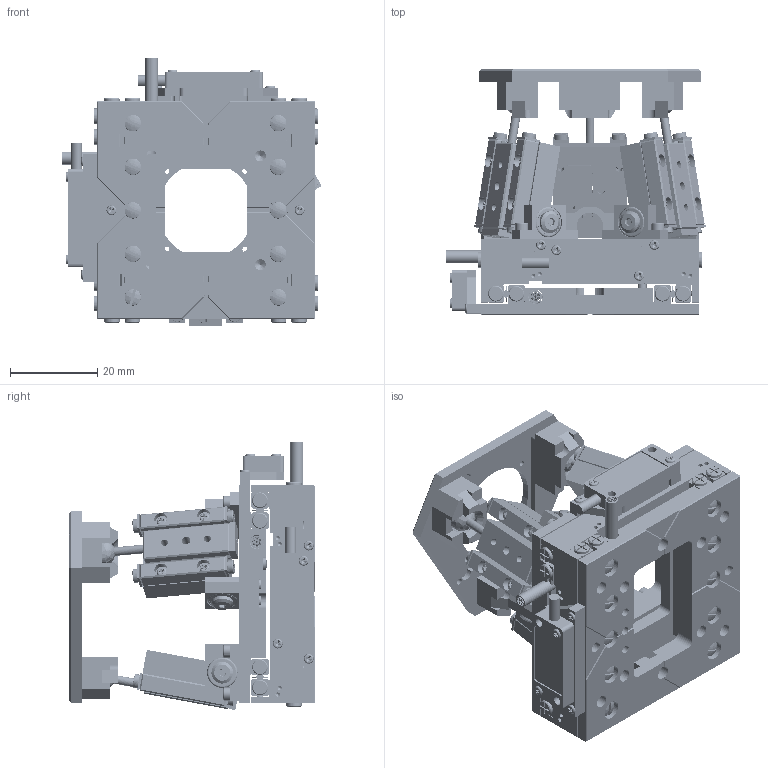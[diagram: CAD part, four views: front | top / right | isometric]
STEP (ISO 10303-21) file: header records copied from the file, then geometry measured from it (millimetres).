
FILE_DESCRIPTION (( 'STEP AP214' ), '1' );
FILE_NAME ('X-BOT-50-1150X.STEP', '2023-06-22T16:29:24', ( '' ), ( '' ), 'SwSTEP 2.0', 'SolidWorks 2023', '' );
FILE_SCHEMA (( 'AUTOMOTIVE_DESIGN' ));
Length unit declared in the file: millimetre
Products named in the file (43): PP-18-C0011; SCREW, MS-SCH, M-DIN_M1.6 x 0.35 x 04mm; 430702 PPX-50, NJ Encoder Bracket; 431732 Bracket, Radial Ball Bearing, Bottom Mount, X-BOT-50; PPX-50-C0001-DEMO_DEMO; DEMO 431731 Lid, Ball Joint, 1''4in Ball; IKO Bearing, Center Way, no end plate_SVW 1020 IKO; 430700 PPX-50, Center Plate; SCREW, MS-PPH, M-JCIS_M1.6 x 0.35 x 4mm; 430415 PPS 20, Back Cover, W20_MOD for Hexabot-50; 431734 Bracket, Radial Ball Bearing, Front Mount, X-BOT-50_top screw; 130093-101 Bearing, Roller, 3x7x3mm; 430701 PPX-50, Carriage_Hexabot MOD; SCREW, SHCS-S, M-DIN_M1.6 x 0.35 x 04mm; Set Screw, Cup-H, E-ASME_E1-72 x 1''16; Cooner Black Cable_L20; _SV1050- 13Z Body; 430697 Encoder Head Enclosure, NJ 8x13; SCREW, MS-PPH, M-JCIS_M1.6 x 0.35 x 6mm; SCREW, MS-SCH, M-DIN_M2 x 0.4 x 04mm; 431401 VT-50L, Piezo, Cable Clamp, Motor Cover; DEMO Ball Joint Subassembly, Hexabot-50_no ball; 431729 Carriage, PPX-50, X-BOT-50 Mounting_Rev E; 431728 Carriage, X-BOT-50_oversize; SV1050-13Z_Centered; 431735 Shaft, 0-80 to M2 Thread, X-BOT-50_M2 to 0-80; 430438 PPS 28, Back Cover, NJ8x13; 431737 Base, PP-18, L20 for Hexabot_20; Dowel Pin, M-DIN_M01.5 x 005; 2.5mm Dia Cable_10mm; SV1050-13Z_Movable to Limits; 90323A602_18-8 Stainless Steel Low-Profile Precision Shoulder Screw_90323A602; X-BOT-50-1150X; 130387-101 Ball, 1''4in Diameter, 0-80 thread; NB Slide Way SVW 1000 Rail_SVW 1020 IKO; SCREW, MS-PPH, M-JCIS_M1.6 x 0.35 x 5mm; Dowel Pin, M-DIN_M02 x 005; temp cable clamp; 431733 Bracket, Radial Ball Bearing, Side Mount, X-BOT-50_top screw extend; DEMO 431730 Base, Ball Joint, 1''4in Ball ...
Assembly tree (164 placements, depth 4):
  X-BOT-50-1150X
    PPX-50-C0001-DEMO_DEMO
      430700 PPX-50, Center Plate
      SV1050-13Z_Centered
        _SV1050- 13Z Roller
        _SV1050- 13Z Body  x2
      SV1050-13Z_Movable to Limits
        _SV1050- 13Z Roller
        _SV1050- 13Z Body  x2
      SV1050-13Z_Movable to Limits
        _SV1050- 13Z Roller
        _SV1050- 13Z Body  x2
      SV1050-13Z_Centered
        _SV1050- 13Z Roller
        _SV1050- 13Z Body  x2
      SCREW, MS-PPH, M-JCIS_M1.6 x 0.35 x 4mm  x20
      430697 Encoder Head Enclosure, NJ 8x13  x2
      430702 PPX-50, NJ Encoder Bracket  x2
      430438 PPS 28, Back Cover, NJ8x13  x2
      Dowel Pin, M-DIN_M01.5 x 005  x2
      SCREW, MS-PPH, M-JCIS_M1.6 x 0.35 x 5mm  x8
      430701 PPX-50, Carriage_Hexabot MOD
      SCREW, MS-SCH, M-DIN_M2 x 0.4 x 04mm  x20
      Set Screw, Cup-H, E-ASME_E1-72 x 1''16  x10
      Dowel Pin, M-DIN_M02 x 005
      2.5mm Dia Cable_10mm  x2
      Cooner Black Cable_L20  x2
      431401 VT-50L, Piezo, Cable Clamp, Motor Cover
      SCREW, MS-SCH, M-DIN_M1.6 x 0.35 x 04mm
      431729 Carriage, PPX-50, X-BOT-50 Mounting_Rev E
    431732 Bracket, Radial Ball Bearing, Bottom Mount, X-BOT-50  x2
    431733 Bracket, Radial Ball Bearing, Side Mount, X-BOT-50_top screw extend  x2
    431734 Bracket, Radial Ball Bearing, Front Mount, X-BOT-50_top screw  x2
    PP-18-C0011  x3
      431737 Base, PP-18, L20 for Hexabot_20
      IKO Bearing, Center Way, no end plate_SVW 1020 IKO
      NB Slide Way SVW 1000 Rail_SVW 1020 IKO
      SCREW, MS-PPH, M-JCIS_M1.6 x 0.35 x 5mm
      430415 PPS 20, Back Cover, W20_MOD for Hexabot-50
    431735 Shaft, 0-80 to M2 Thread, X-BOT-50_M2 to 0-80  x3
    130387-101 Ball, 1''4in Diameter, 0-80 thread  x3
    431728 Carriage, X-BOT-50_oversize
    130093-101 Bearing, Roller, 3x7x3mm  x6
    90323A602_18-8 Stainless Steel Low-Profile Precision Shoulder Screw_90323A602  x6
    SCREW, SHCS-S, M-DIN_M1.6 x 0.35 x 04mm  x6
    SCREW, MS-PPH, M-JCIS_M1.6 x 0.35 x 6mm  x4
    SCREW, MS-PPH, M-JCIS_M1.6 x 0.35 x 4mm  x12
    Dowel Pin, M-DIN_M01.5 x 005  x6
    temp cable clamp
    DEMO Ball Joint Subassembly, Hexabot-50_no ball  x3
      DEMO 431730 Base, Ball Joint, 1''4in Ball
      DEMO 431731 Lid, Ball Joint, 1''4in Ball
Bounding box: 59.6 x 56.52 x 61.59 mm (x, y, z)
Volume: 43737.4 mm3; surface area: 58700.9 mm2
Topology: 201 solids, 201 shells, 7082 faces, 17554 edges, 11099 vertices
Faces by surface type: plane 3300, cylinder 2133, cone 881, torus 594, bspline 90, sphere 84
Entity records: 105282 total; most frequent: CARTESIAN_POINT 58759, DIRECTION 9689, ORIENTED_EDGE 9086, EDGE_CURVE 4543, AXIS2_PLACEMENT_3D 3593, VERTEX_POINT 2950, LINE 2503, VECTOR 2503
